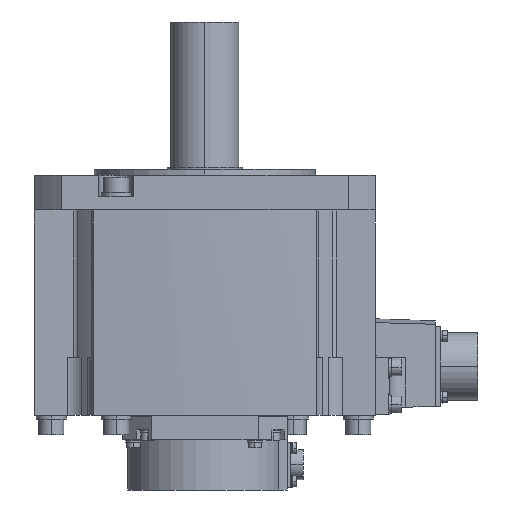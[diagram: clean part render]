
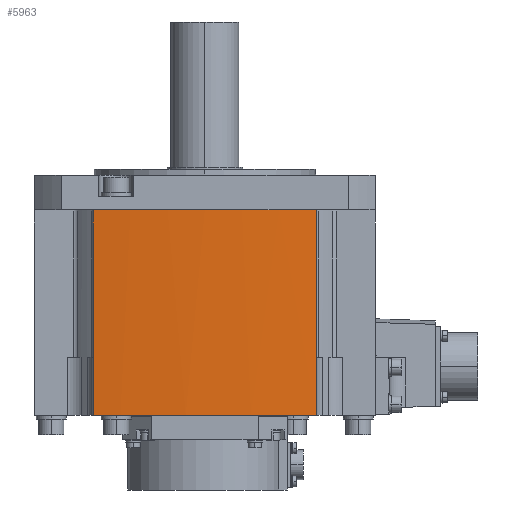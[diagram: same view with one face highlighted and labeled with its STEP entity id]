
A CAD part, left-side view. The second image highlights one B-rep face of the part: STEP entity #5963.
In plain terms, the highlighted cylindrical face has radius 680 mm (diameter 1360 mm), a partial arc.
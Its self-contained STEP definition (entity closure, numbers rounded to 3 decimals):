
#335=DIRECTION('',(0.,0.,-1.));
#336=VECTOR('',#335,106.);
#337=CARTESIAN_POINT('',(-85.565,57.5,-18.));
#338=LINE('',#337,#336);
#351=CARTESIAN_POINT('',(592.,0.,-124.));
#352=DIRECTION('',(0.,0.,-1.));
#353=DIRECTION('',(-0.998,0.064,0.));
#354=AXIS2_PLACEMENT_3D('',#351,#352,#353);
#423=CARTESIAN_POINT('',(592.,0.,-124.));
#424=DIRECTION('',(0.,0.,1.));
#425=DIRECTION('',(-0.998,0.064,0.));
#426=AXIS2_PLACEMENT_3D('',#423,#424,#425);
#508=CARTESIAN_POINT('',(592.,0.,-124.));
#509=DIRECTION('',(0.,0.,1.));
#510=DIRECTION('',(-0.996,0.085,0.));
#511=AXIS2_PLACEMENT_3D('',#508,#509,#510);
#2188=DIRECTION('',(0.,0.,1.));
#2189=VECTOR('',#2188,106.);
#2190=CARTESIAN_POINT('',(-85.565,-57.5,-124.));
#2191=LINE('',#2190,#2189);
#3514=CARTESIAN_POINT('',(592.,0.,-18.));
#3515=DIRECTION('',(0.,0.,-1.));
#3516=DIRECTION('',(-0.996,-0.085,0.));
#3517=AXIS2_PLACEMENT_3D('',#3514,#3515,#3516);
#3569=CARTESIAN_POINT('',(592.,0.,-18.));
#3570=DIRECTION('',(0.,0.,-1.));
#3571=DIRECTION('',(-1.,0.,0.));
#3572=AXIS2_PLACEMENT_3D('',#3569,#3570,#3571);
#4331=CARTESIAN_POINT('',(-88.,0.,-18.));
#4333=VERTEX_POINT('',#4331);
#4335=CARTESIAN_POINT('',(-85.565,57.5,-18.));
#4336=VERTEX_POINT('',#4335);
#4349=CARTESIAN_POINT('',(-85.565,-57.5,-18.));
#4351=VERTEX_POINT('',#4349);
#4454=CARTESIAN_POINT('',(-85.565,-57.5,-124.));
#4456=VERTEX_POINT('',#4454);
#4499=CARTESIAN_POINT('',(-85.565,57.5,-124.));
#4500=VERTEX_POINT('',#4499);
#5455=CARTESIAN_POINT('',(-86.607,43.505,-124.));
#5456=CARTESIAN_POINT('',(-86.234,48.973,-124.));
#5457=VERTEX_POINT('',#5455);
#5458=VERTEX_POINT('',#5456);
#5943=CARTESIAN_POINT('',(592.,0.,-18.75));
#5944=DIRECTION('',(0.,0.,-1.));
#5945=DIRECTION('',(-0.996,-0.085,0.));
#5946=AXIS2_PLACEMENT_3D('',#5943,#5944,#5945);
#5947=CYLINDRICAL_SURFACE('',#5946,680.);
#5949=ORIENTED_EDGE('',*,*,#5948,.T.);
#5951=ORIENTED_EDGE('',*,*,#5950,.F.);
#5952=ORIENTED_EDGE('',*,*,#5928,.F.);
#5954=ORIENTED_EDGE('',*,*,#5953,.F.);
#5956=ORIENTED_EDGE('',*,*,#5955,.F.);
#5958=ORIENTED_EDGE('',*,*,#5957,.F.);
#5960=ORIENTED_EDGE('',*,*,#5959,.F.);
#5961=EDGE_LOOP('',(#5949,#5951,#5952,#5954,#5956,#5958,#5960));
#5962=FACE_OUTER_BOUND('',#5961,.F.);
#5963=ADVANCED_FACE('',(#5962),#5947,.T.);
#355=CIRCLE('',#354,680.);
#427=CIRCLE('',#426,680.);
#512=CIRCLE('',#511,680.);
#3518=CIRCLE('',#3517,680.);
#3573=CIRCLE('',#3572,680.);
#5928=EDGE_CURVE('',#4336,#4500,#338,.T.);
#5948=EDGE_CURVE('',#5457,#5458,#355,.T.);
#5950=EDGE_CURVE('',#4500,#5458,#512,.T.);
#5953=EDGE_CURVE('',#4333,#4336,#3573,.T.);
#5955=EDGE_CURVE('',#4351,#4333,#3518,.T.);
#5957=EDGE_CURVE('',#4456,#4351,#2191,.T.);
#5959=EDGE_CURVE('',#5457,#4456,#427,.T.);
